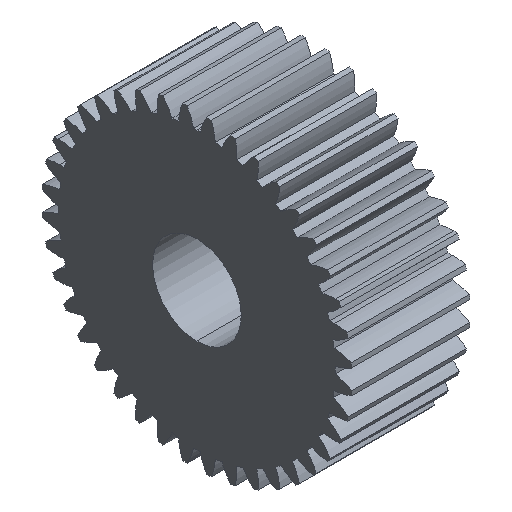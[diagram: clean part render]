
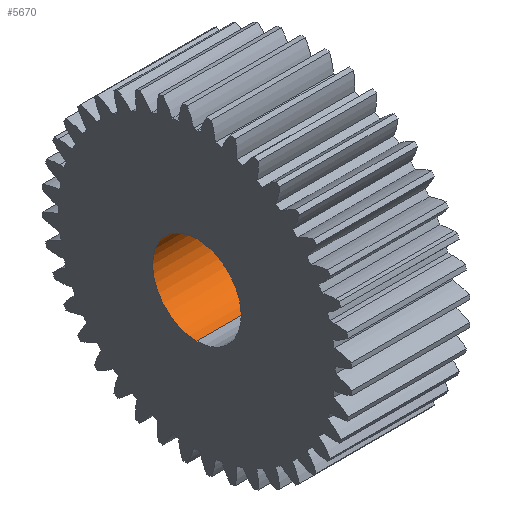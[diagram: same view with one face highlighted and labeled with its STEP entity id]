
A CAD part, isometric view. The second image highlights one B-rep face of the part: STEP entity #5670.
In plain terms, the highlighted cylindrical face has radius 6 mm (diameter 12 mm), a partial arc.
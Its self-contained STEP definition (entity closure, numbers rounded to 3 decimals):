
#56 = AXIS2_PLACEMENT_3D ( 'NONE', #4665, #5168, #4638 ) ;
#202 = ORIENTED_EDGE ( 'NONE', *, *, #2065, .T. ) ;
#241 = LINE ( 'NONE', #4314, #3470 ) ;
#737 = DIRECTION ( 'NONE',  ( -1., 0., 0. ) ) ;
#750 = ORIENTED_EDGE ( 'NONE', *, *, #4221, .T. ) ;
#1263 = VERTEX_POINT ( 'NONE', #1756 ) ;
#1456 = EDGE_CURVE ( 'NONE', #4058, #1988, #3175, .T. ) ;
#1510 = ORIENTED_EDGE ( 'NONE', *, *, #1456, .T. ) ;
#1756 = CARTESIAN_POINT ( 'NONE',  ( 0., 0., 6. ) ) ;
#1856 = LINE ( 'NONE', #4556, #4329 ) ;
#1988 = VERTEX_POINT ( 'NONE', #2871 ) ;
#1992 = DIRECTION ( 'NONE',  ( -1., 0., 0. ) ) ;
#2065 = EDGE_CURVE ( 'NONE', #1988, #1263, #241, .T. ) ;
#2096 = EDGE_CURVE ( 'NONE', #4058, #5008, #1856, .T. ) ;
#2354 = CYLINDRICAL_SURFACE ( 'NONE', #56, 6. ) ;
#2483 = AXIS2_PLACEMENT_3D ( 'NONE', #4785, #737, #2555 ) ;
#2555 = DIRECTION ( 'NONE',  ( 0., 0., -1. ) ) ;
#2792 = DIRECTION ( 'NONE',  ( 0., 0., 1. ) ) ;
#2871 = CARTESIAN_POINT ( 'NONE',  ( 16., 0., 6. ) ) ;
#3157 = DIRECTION ( 'NONE',  ( -1., 0., 0. ) ) ;
#3175 = CIRCLE ( 'NONE', #3561, 6. ) ;
#3244 = CARTESIAN_POINT ( 'NONE',  ( 16., 0., 0. ) ) ;
#3289 = CARTESIAN_POINT ( 'NONE',  ( 16., 0., -6. ) ) ;
#3311 = FACE_OUTER_BOUND ( 'NONE', #3313, .T. ) ;
#3313 = EDGE_LOOP ( 'NONE', ( #5013, #1510, #202, #750 ) ) ;
#3466 = CARTESIAN_POINT ( 'NONE',  ( 0., 0., -6. ) ) ;
#3470 = VECTOR ( 'NONE', #1992, 1000. ) ;
#3561 = AXIS2_PLACEMENT_3D ( 'NONE', #3244, #4263, #2792 ) ;
#4006 = CIRCLE ( 'NONE', #2483, 6. ) ;
#4058 = VERTEX_POINT ( 'NONE', #3289 ) ;
#4221 = EDGE_CURVE ( 'NONE', #1263, #5008, #4006, .T. ) ;
#4263 = DIRECTION ( 'NONE',  ( 1., 0., 0. ) ) ;
#4314 = CARTESIAN_POINT ( 'NONE',  ( 50., 0., 6. ) ) ;
#4329 = VECTOR ( 'NONE', #3157, 1000. ) ;
#4556 = CARTESIAN_POINT ( 'NONE',  ( 50., 0., -6. ) ) ;
#4638 = DIRECTION ( 'NONE',  ( 0., 0., 1. ) ) ;
#4665 = CARTESIAN_POINT ( 'NONE',  ( 50., 0., 0. ) ) ;
#4785 = CARTESIAN_POINT ( 'NONE',  ( 0., 0., 0. ) ) ;
#5008 = VERTEX_POINT ( 'NONE', #3466 ) ;
#5013 = ORIENTED_EDGE ( 'NONE', *, *, #2096, .F. ) ;
#5168 = DIRECTION ( 'NONE',  ( -1., 0., 0. ) ) ;
#5670 = ADVANCED_FACE ( 'NONE', ( #3311 ), #2354, .F. ) ;
